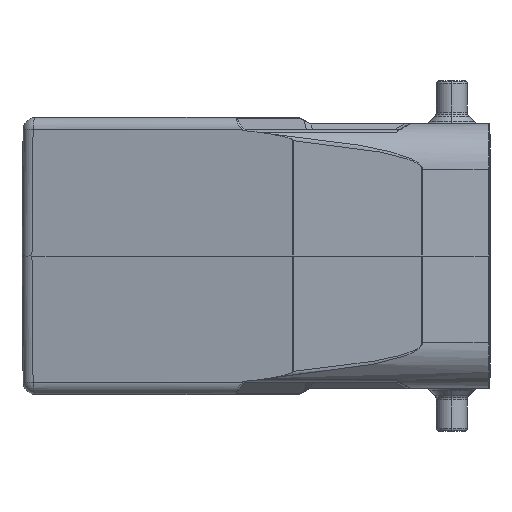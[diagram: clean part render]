
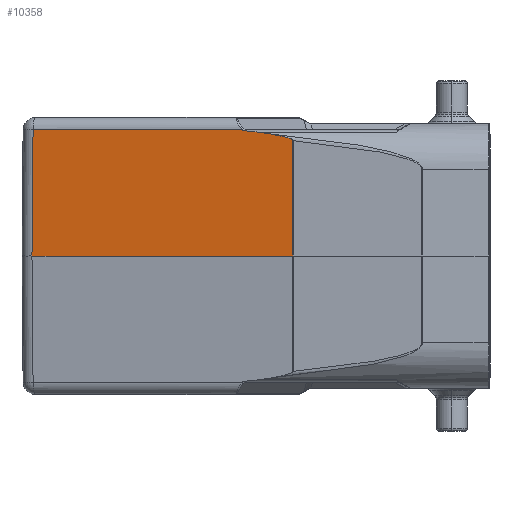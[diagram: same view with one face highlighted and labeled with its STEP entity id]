
A CAD part, left-side view. The second image highlights one B-rep face of the part: STEP entity #10358.
In plain terms, the highlighted planar face has unit normal (-0.982, 0.191, 0.009).
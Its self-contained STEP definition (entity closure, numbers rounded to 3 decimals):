
#1=DIRECTION('',(0.007,-0.009,1.));
#2=VECTOR('',#1,20.519);
#3=CARTESIAN_POINT('',(-36.514,42.382,0.));
#4=LINE('',#3,#2);
#5=DIRECTION('',(-0.13,-0.634,-0.763));
#6=VECTOR('',#5,0.185);
#7=CARTESIAN_POINT('',(-42.957,8.295,20.517));
#8=LINE('',#7,#6);
#20=CARTESIAN_POINT('',(-43.44,5.83,20.136));
#21=CARTESIAN_POINT('',(-43.287,6.609,20.244));
#22=CARTESIAN_POINT('',(-43.134,7.393,20.32));
#23=CARTESIAN_POINT('',(-42.981,8.178,20.377));
#186=CARTESIAN_POINT('',(-43.861,3.676,19.818));
#187=CARTESIAN_POINT('',(-43.815,3.912,19.855));
#188=CARTESIAN_POINT('',(-43.724,4.38,19.928));
#189=CARTESIAN_POINT('',(-43.582,5.101,20.035));
#190=CARTESIAN_POINT('',(-43.487,5.586,20.103));
#191=CARTESIAN_POINT('',(-43.44,5.83,20.136));
#494=DIRECTION('',(0.191,0.982,0.));
#495=VECTOR('',#494,34.543);
#496=CARTESIAN_POINT('',(-42.957,8.295,20.517));
#497=LINE('',#496,#495);
#842=DIRECTION('',(-0.191,-0.982,0.));
#843=VECTOR('',#842,43.124);
#844=CARTESIAN_POINT('',(-36.514,42.382,
0.));
#845=LINE('',#844,#843);
#880=DIRECTION('',(0.009,-0.001,1.));
#881=VECTOR('',#880,18.832);
#882=CARTESIAN_POINT('',(-44.742,0.05,
0.));
#883=LINE('',#882,#881);
#896=CARTESIAN_POINT('',(-44.58,0.023,18.831));
#897=CARTESIAN_POINT('',(-44.57,0.073,18.886));
#898=CARTESIAN_POINT('',(-44.543,0.206,18.973));
#899=CARTESIAN_POINT('',(-44.493,0.458,19.084));
#900=CARTESIAN_POINT('',(-44.425,0.804,19.208));
#901=CARTESIAN_POINT('',(-44.375,1.059,19.281));
#902=CARTESIAN_POINT('',(-44.318,1.346,19.357));
#903=CARTESIAN_POINT('',(-44.252,1.681,19.438));
#904=CARTESIAN_POINT('',(-44.176,2.069,19.524));
#905=CARTESIAN_POINT('',(-44.087,2.521,19.616));
#906=CARTESIAN_POINT('',(-43.985,3.043,19.713));
#907=CARTESIAN_POINT('',(-43.904,3.458,19.783));
#908=CARTESIAN_POINT('',(-43.861,3.676,19.818));
#8536=VERTEX_POINT('',#20);
#8537=VERTEX_POINT('',#23);
#8538=VERTEX_POINT('',#186);
#8539=VERTEX_POINT('',#896);
#8540=CARTESIAN_POINT('',(-44.742,0.05,
0.));
#8541=VERTEX_POINT('',#8540);
#8542=CARTESIAN_POINT('',(-36.514,42.382,
0.));
#8543=VERTEX_POINT('',#8542);
#8544=CARTESIAN_POINT('',(-36.366,42.203,20.517));
#8545=VERTEX_POINT('',#8544);
#8546=CARTESIAN_POINT('',(-42.957,8.295,20.517));
#8547=VERTEX_POINT('',#8546);
#10335=CARTESIAN_POINT('',(-46.119,-7.035,0.));
#10336=DIRECTION('',(-0.982,0.191,0.009));
#10337=DIRECTION('',(-0.191,-0.982,0.));
#10338=AXIS2_PLACEMENT_3D('',#10335,#10336,#10337);
#10339=PLANE('',#10338);
#10341=ORIENTED_EDGE('',*,*,#10340,.F.);
#10343=ORIENTED_EDGE('',*,*,#10342,.F.);
#10345=ORIENTED_EDGE('',*,*,#10344,.F.);
#10347=ORIENTED_EDGE('',*,*,#10346,.F.);
#10349=ORIENTED_EDGE('',*,*,#10348,.F.);
#10351=ORIENTED_EDGE('',*,*,#10350,.T.);
#10353=ORIENTED_EDGE('',*,*,#10352,.F.);
#10355=ORIENTED_EDGE('',*,*,#10354,.T.);
#10356=EDGE_LOOP('',(#10341,#10343,#10345,#10347,#10349,#10351,#10353,#10355));
#10357=FACE_OUTER_BOUND('',#10356,.F.);
#10358=ADVANCED_FACE('',(#10357),#10339,.T.);
#24=B_SPLINE_CURVE_WITH_KNOTS('',3,(#20,#21,#22,#23),.UNSPECIFIED.,.F.,.F.,(4,
4),(0.,1.),.UNSPECIFIED.);
#192=B_SPLINE_CURVE_WITH_KNOTS('',3,(#186,#187,#188,#189,#190,#191),
.UNSPECIFIED.,.F.,.F.,(4,1,1,4),(0.,0.333,0.667,1.),
.UNSPECIFIED.);
#909=B_SPLINE_CURVE_WITH_KNOTS('',3,(#896,#897,#898,#899,#900,#901,#902,#903,
#904,#905,#906,#907,#908),.UNSPECIFIED.,.F.,.F.,(4,1,1,1,1,1,1,1,1,1,4),(0.,
0.1,0.2,0.3,0.4,0.5,0.6,0.7,0.8,0.9,1.),.UNSPECIFIED.);
#10340=EDGE_CURVE('',#8536,#8537,#24,.T.);
#10342=EDGE_CURVE('',#8538,#8536,#192,.T.);
#10344=EDGE_CURVE('',#8539,#8538,#909,.T.);
#10346=EDGE_CURVE('',#8541,#8539,#883,.T.);
#10348=EDGE_CURVE('',#8543,#8541,#845,.T.);
#10350=EDGE_CURVE('',#8543,#8545,#4,.T.);
#10352=EDGE_CURVE('',#8547,#8545,#497,.T.);
#10354=EDGE_CURVE('',#8547,#8537,#8,.T.);
